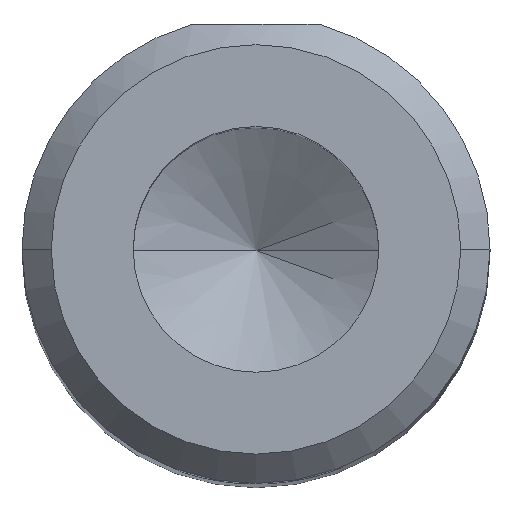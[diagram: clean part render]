
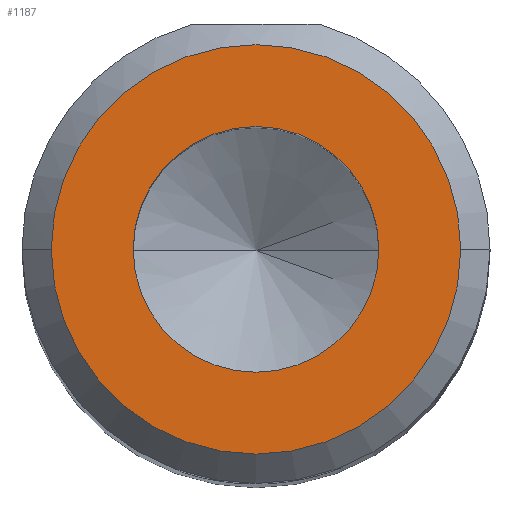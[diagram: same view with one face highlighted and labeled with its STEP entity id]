
A CAD part, top view. The second image highlights one B-rep face of the part: STEP entity #1187.
In plain terms, the highlighted planar face has unit normal (0, 0, 1).
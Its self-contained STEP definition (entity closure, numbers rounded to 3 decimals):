
#32 = CIRCLE ( 'NONE', #212, 3.5 ) ;
#49 = DIRECTION ( 'NONE',  ( 1., 0., 0. ) ) ;
#91 = VERTEX_POINT ( 'NONE', #803 ) ;
#117 = CARTESIAN_POINT ( 'NONE',  ( -3.5, 0., 22.5 ) ) ;
#135 = DIRECTION ( 'NONE',  ( 0., 0., 1. ) ) ;
#139 = DIRECTION ( 'NONE',  ( 0., 0., 1. ) ) ;
#163 = EDGE_LOOP ( 'NONE', ( #512, #902 ) ) ;
#205 = CIRCLE ( 'NONE', #1243, 2.1 ) ;
#212 = AXIS2_PLACEMENT_3D ( 'NONE', #701, #135, #801 ) ;
#264 = CARTESIAN_POINT ( 'NONE',  ( 0., 0., 22.5 ) ) ;
#270 = VERTEX_POINT ( 'NONE', #381 ) ;
#348 = EDGE_LOOP ( 'NONE', ( #1162, #747 ) ) ;
#381 = CARTESIAN_POINT ( 'NONE',  ( -2.1, 0., 22.5 ) ) ;
#406 = VERTEX_POINT ( 'NONE', #117 ) ;
#414 = CARTESIAN_POINT ( 'NONE',  ( 2.1, 0., 22.5 ) ) ;
#418 = FACE_BOUND ( 'NONE', #163, .T. ) ;
#506 = DIRECTION ( 'NONE',  ( 0., 0., 1. ) ) ;
#512 = ORIENTED_EDGE ( 'NONE', *, *, #1053, .F. ) ;
#544 = CIRCLE ( 'NONE', #907, 2.1 ) ;
#561 = AXIS2_PLACEMENT_3D ( 'NONE', #1093, #506, #1197 ) ;
#592 = DIRECTION ( 'NONE',  ( 1., 0., 0. ) ) ;
#628 = DIRECTION ( 'NONE',  ( 0., 0., 1. ) ) ;
#701 = CARTESIAN_POINT ( 'NONE',  ( 0., 0., 22.5 ) ) ;
#702 = CARTESIAN_POINT ( 'NONE',  ( 0., 0., 22.5 ) ) ;
#742 = EDGE_CURVE ( 'NONE', #91, #406, #32, .T. ) ;
#747 = ORIENTED_EDGE ( 'NONE', *, *, #742, .T. ) ;
#765 = CIRCLE ( 'NONE', #561, 3.5 ) ;
#801 = DIRECTION ( 'NONE',  ( 1., 0., 0. ) ) ;
#803 = CARTESIAN_POINT ( 'NONE',  ( 3.5, 0., 22.5 ) ) ;
#804 = DIRECTION ( 'NONE',  ( 1., 0., 0. ) ) ;
#828 = EDGE_CURVE ( 'NONE', #270, #1061, #205, .T. ) ;
#849 = PLANE ( 'NONE',  #945 ) ;
#902 = ORIENTED_EDGE ( 'NONE', *, *, #828, .F. ) ;
#907 = AXIS2_PLACEMENT_3D ( 'NONE', #702, #139, #804 ) ;
#945 = AXIS2_PLACEMENT_3D ( 'NONE', #264, #1188, #592 ) ;
#1050 = EDGE_CURVE ( 'NONE', #406, #91, #765, .T. ) ;
#1053 = EDGE_CURVE ( 'NONE', #1061, #270, #544, .T. ) ;
#1061 = VERTEX_POINT ( 'NONE', #414 ) ;
#1093 = CARTESIAN_POINT ( 'NONE',  ( 0., 0., 22.5 ) ) ;
#1161 = FACE_OUTER_BOUND ( 'NONE', #348, .T. ) ;
#1162 = ORIENTED_EDGE ( 'NONE', *, *, #1050, .T. ) ;
#1187 = ADVANCED_FACE ( 'NONE', ( #1161, #418 ), #849, .T. ) ;
#1188 = DIRECTION ( 'NONE',  ( 0., 0., 1. ) ) ;
#1197 = DIRECTION ( 'NONE',  ( 1., 0., 0. ) ) ;
#1218 = CARTESIAN_POINT ( 'NONE',  ( 0., 0., 22.5 ) ) ;
#1243 = AXIS2_PLACEMENT_3D ( 'NONE', #1218, #628, #49 ) ;
